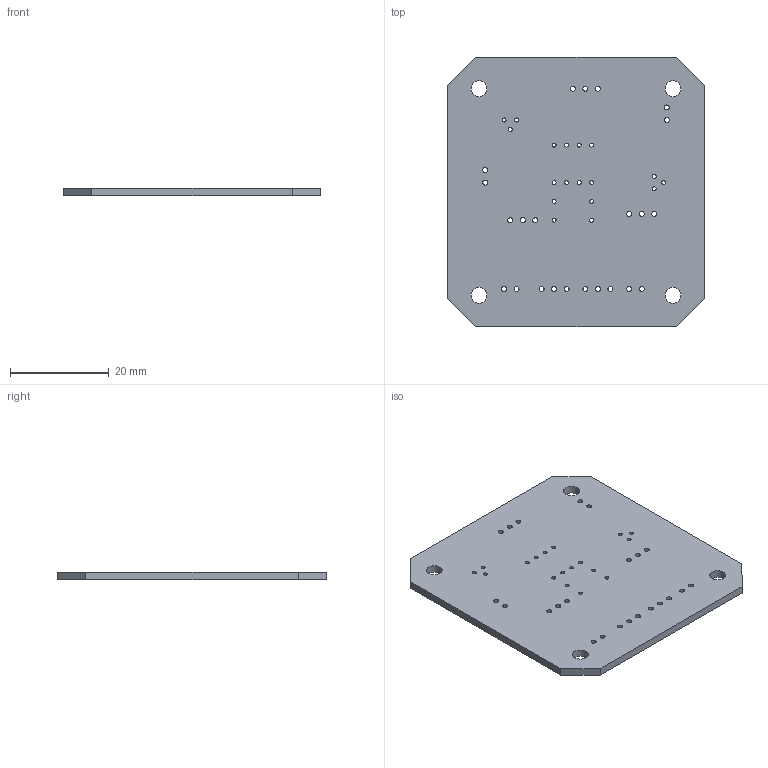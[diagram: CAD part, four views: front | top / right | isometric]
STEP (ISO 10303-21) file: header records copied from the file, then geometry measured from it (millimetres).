
FILE_DESCRIPTION(('KiCad electronic assembly'),'2;1');
FILE_NAME('afterburner.step','2022-01-11T20:07:43',('Pcbnew'),('Kicad'), 'Open CASCADE STEP processor 7.5','KiCad to STEP converter','Unknown' );
FILE_SCHEMA(('AUTOMOTIVE_DESIGN { 1 0 10303 214 1 1 1 1 }'));
Length unit declared in the file: millimetre
Products named in the file (2): afterburner 1; afterburner PCB
Assembly tree (1 placements, depth 2):
  afterburner 1
    afterburner PCB
Bounding box: 52.07 x 54.61 x 1.6 mm (x, y, z)
Volume: 4348.9 mm3; surface area: 6011.4 mm2
Topology: 1 solids, 1 shells, 55 faces, 159 edges, 106 vertices
Faces by surface type: cylinder 45, plane 10
Full cylindrical faces by diameter (mm): 0.813 x18, 1.016 x23, 3.2 x4
Entity records: 4157 total; most frequent: DIRECTION 681, CARTESIAN_POINT 640, ORIENTED_EDGE 318, PCURVE 318, DEFINITIONAL_REPRESENTATION 318, LINE 297, VECTOR 297, CIRCLE 180
